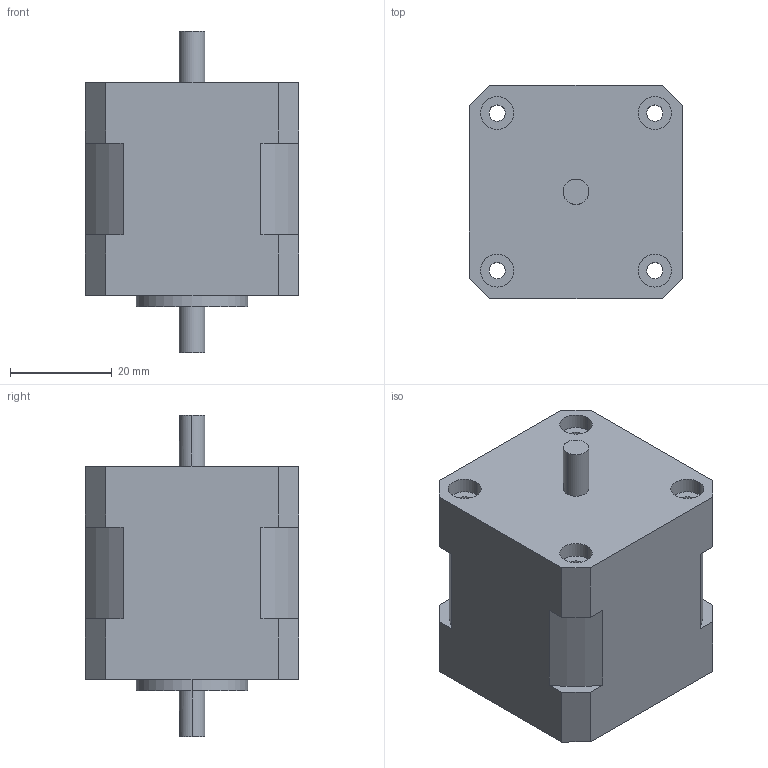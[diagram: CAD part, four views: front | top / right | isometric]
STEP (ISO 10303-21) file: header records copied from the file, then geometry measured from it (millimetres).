
FILE_DESCRIPTION (( 'STEP AP214' ), '1' );
FILE_NAME ('10928-E0W.step', '2007-10-25T00:37:39', ( ' ' ), ( ' ' ), 'SwSTEP 2.0', 'SolidWorks 2007', '' );
FILE_SCHEMA (( 'AUTOMOTIVE_DESIGN' ));
Length unit declared in the file: inch
Products named in the file (1): 10928-E0W
Bounding box: 42 x 42 x 63.2 mm (x, y, z)
Surface area: 12312.2 mm2 (no closed solid volume)
Topology: 0 solids, 1 shells, 59 faces, 150 edges, 100 vertices
Faces by surface type: plane 33, cylinder 26
Entity records: 2597 total; most frequent: DIRECTION 326, CARTESIAN_POINT 310, ORIENTED_EDGE 300, EDGE_CURVE 150, AXIS2_PLACEMENT_3D 116, VERTEX_POINT 100, VECTOR 94, LINE 94
